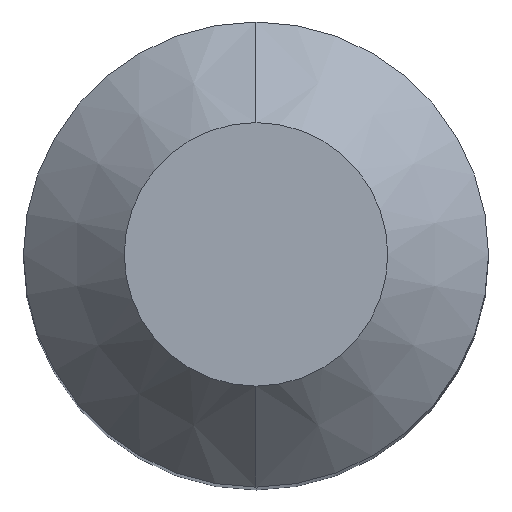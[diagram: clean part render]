
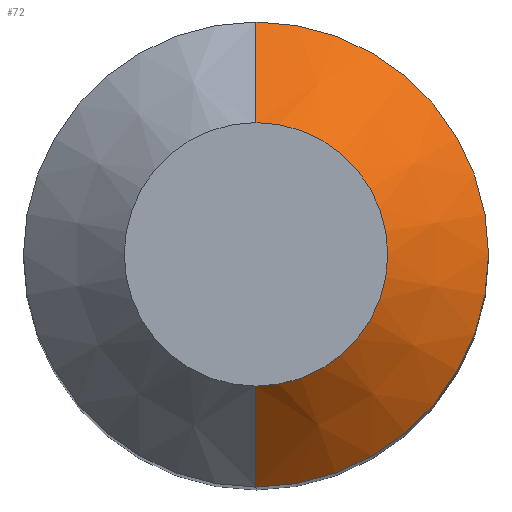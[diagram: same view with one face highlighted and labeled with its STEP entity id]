
A CAD part, top view. The second image highlights one B-rep face of the part: STEP entity #72.
In plain terms, the highlighted conical face has half-angle 45 degrees and reference radius 2.35 mm.
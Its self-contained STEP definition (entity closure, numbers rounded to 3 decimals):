
#72=ADVANCED_FACE('',(#143),#144,.T.);
#143=FACE_OUTER_BOUND('',#217,.T.);
#144=CONICAL_SURFACE('',#218,2.35,0.785);
#217=EDGE_LOOP('',(#330,#331,#332,#333));
#218=AXIS2_PLACEMENT_3D('',#334,#335,#336);
#330=ORIENTED_EDGE('',*,*,#438,.F.);
#331=ORIENTED_EDGE('',*,*,#439,.T.);
#332=ORIENTED_EDGE('',*,*,#440,.F.);
#333=ORIENTED_EDGE('',*,*,#435,.F.);
#334=CARTESIAN_POINT('',(0.,0.0,22.058));
#335=DIRECTION('',(0.,-0.0,-1.0));
#336=DIRECTION('',(0.0,1.0,0.0));
#435=EDGE_CURVE('',#514,#516,#517,.T.);
#438=EDGE_CURVE('',#520,#514,#521,.T.);
#439=EDGE_CURVE('',#520,#522,#523,.T.);
#440=EDGE_CURVE('',#516,#522,#524,.T.);
#514=VERTEX_POINT('',#602);
#516=VERTEX_POINT('',#605);
#517=CIRCLE('',#606,3.0);
#520=VERTEX_POINT('',#610);
#521=LINE('',#611,#612);
#522=VERTEX_POINT('',#613);
#523=CIRCLE('',#614,1.7);
#524=LINE('',#615,#616);
#602=CARTESIAN_POINT('',(0.,3.0,21.408));
#605=CARTESIAN_POINT('',(0.,-3.0,21.408));
#606=AXIS2_PLACEMENT_3D('',#700,#701,#702);
#610=CARTESIAN_POINT('',(0.,1.7,22.708));
#611=CARTESIAN_POINT('',(0.,2.35,22.058));
#612=VECTOR('',#704,1.0);
#613=CARTESIAN_POINT('',(0.,-1.7,22.708));
#614=AXIS2_PLACEMENT_3D('',#705,#706,#707);
#615=CARTESIAN_POINT('',(0.,-2.35,22.058));
#616=VECTOR('',#708,1.0);
#700=CARTESIAN_POINT('',(0.,0.0,21.408));
#701=DIRECTION('',(0.,0.0,-1.0));
#702=DIRECTION('',(0.0,1.0,0.0));
#704=DIRECTION('',(0.,0.707,-0.707));
#705=CARTESIAN_POINT('',(0.,0.0,22.708));
#706=DIRECTION('',(0.,0.0,-1.0));
#707=DIRECTION('',(0.0,1.0,0.0));
#708=DIRECTION('',(0.,0.707,0.707));
